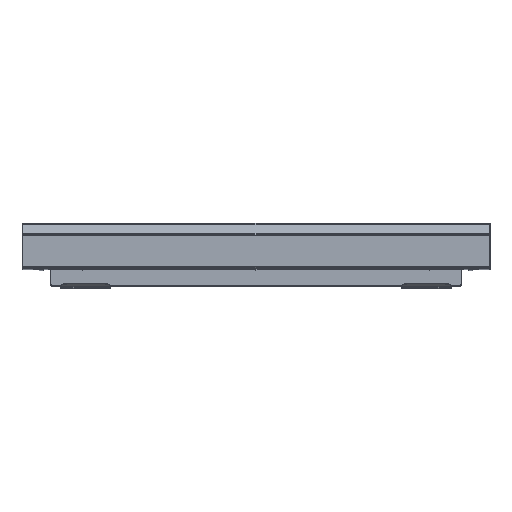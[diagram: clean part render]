
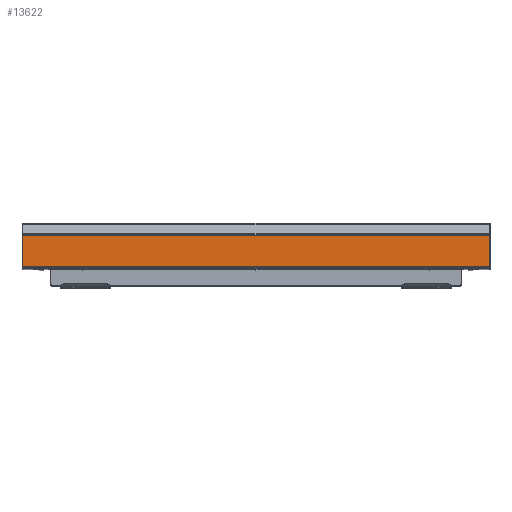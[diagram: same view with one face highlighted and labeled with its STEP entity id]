
A CAD part, top view. The second image highlights one B-rep face of the part: STEP entity #13622.
In plain terms, the highlighted planar face has unit normal (0, 0, 1).
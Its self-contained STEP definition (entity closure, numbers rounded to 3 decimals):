
#70 = VECTOR ( 'NONE', #6975, 1000. ) ;
#163 = EDGE_CURVE ( 'NONE', #15441, #736, #250, .T. ) ;
#250 = LINE ( 'NONE', #12243, #10973 ) ;
#450 = ORIENTED_EDGE ( 'NONE', *, *, #3864, .F. ) ;
#736 = VERTEX_POINT ( 'NONE', #7511 ) ;
#748 = CARTESIAN_POINT ( 'NONE',  ( 377.5, -19.054, 643. ) ) ;
#1338 = AXIS2_PLACEMENT_3D ( 'NONE', #13687, #9890, #3879 ) ;
#1953 = CARTESIAN_POINT ( 'NONE',  ( -377.5, -19.054, 643. ) ) ;
#2072 = LINE ( 'NONE', #9188, #70 ) ;
#2890 = EDGE_CURVE ( 'NONE', #4643, #15441, #11327, .T. ) ;
#3864 = EDGE_CURVE ( 'NONE', #4643, #10329, #5350, .T. ) ;
#3879 = DIRECTION ( 'NONE',  ( 0., -1., 0. ) ) ;
#4643 = VERTEX_POINT ( 'NONE', #10046 ) ;
#4892 = EDGE_LOOP ( 'NONE', ( #5474, #5857, #450, #8071 ) ) ;
#5061 = DIRECTION ( 'NONE',  ( 1., 0., 0. ) ) ;
#5350 = LINE ( 'NONE', #1953, #15577 ) ;
#5474 = ORIENTED_EDGE ( 'NONE', *, *, #163, .T. ) ;
#5483 = DIRECTION ( 'NONE',  ( 0., -1., 0. ) ) ;
#5857 = ORIENTED_EDGE ( 'NONE', *, *, #8412, .F. ) ;
#6594 = CARTESIAN_POINT ( 'NONE',  ( -377.5, -19.054, 643. ) ) ;
#6975 = DIRECTION ( 'NONE',  ( 0., -1., 0. ) ) ;
#7511 = CARTESIAN_POINT ( 'NONE',  ( 377.5, -69.906, 643. ) ) ;
#8071 = ORIENTED_EDGE ( 'NONE', *, *, #2890, .T. ) ;
#8412 = EDGE_CURVE ( 'NONE', #10329, #736, #2072, .T. ) ;
#8655 = CARTESIAN_POINT ( 'NONE',  ( -377.5, -69.906, 643. ) ) ;
#9188 = CARTESIAN_POINT ( 'NONE',  ( 377.5, -19.054, 643. ) ) ;
#9333 = VECTOR ( 'NONE', #5483, 1000. ) ;
#9890 = DIRECTION ( 'NONE',  ( 0., 0., 1. ) ) ;
#10046 = CARTESIAN_POINT ( 'NONE',  ( -377.5, -19.054, 643. ) ) ;
#10329 = VERTEX_POINT ( 'NONE', #748 ) ;
#10973 = VECTOR ( 'NONE', #5061, 1000. ) ;
#11222 = FACE_OUTER_BOUND ( 'NONE', #4892, .T. ) ;
#11327 = LINE ( 'NONE', #6594, #9333 ) ;
#12243 = CARTESIAN_POINT ( 'NONE',  ( -377.5, -69.906, 643. ) ) ;
#13622 = ADVANCED_FACE ( 'NONE', ( #11222 ), #14951, .T. ) ;
#13687 = CARTESIAN_POINT ( 'NONE',  ( -377.5, -19.054, 643. ) ) ;
#14951 = PLANE ( 'NONE',  #1338 ) ;
#15073 = DIRECTION ( 'NONE',  ( 1., 0., 0. ) ) ;
#15441 = VERTEX_POINT ( 'NONE', #8655 ) ;
#15577 = VECTOR ( 'NONE', #15073, 1000. ) ;
